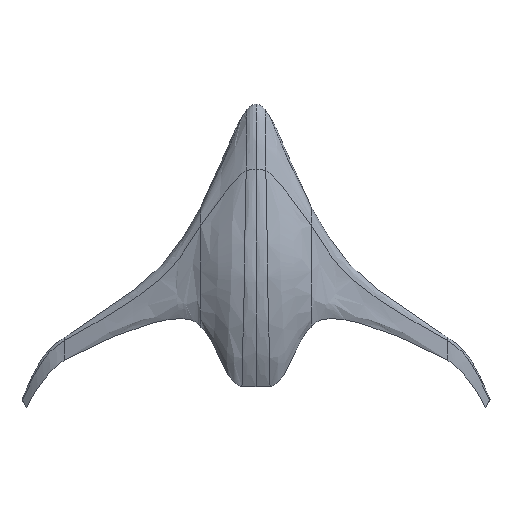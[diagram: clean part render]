
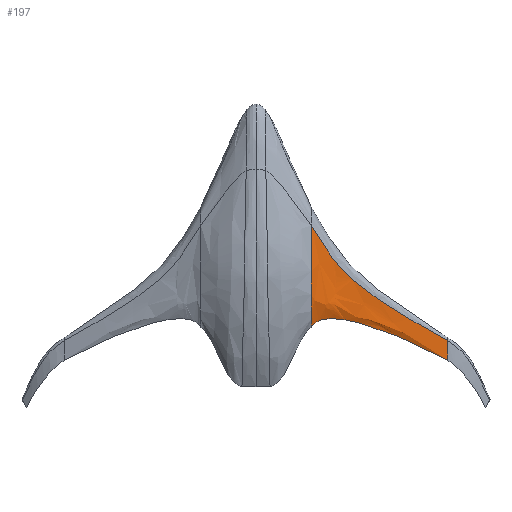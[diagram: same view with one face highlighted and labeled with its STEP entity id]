
A CAD part, front view. The second image highlights one B-rep face of the part: STEP entity #197.
In plain terms, the highlighted free-form (B-spline) face has degree [3, 3] with [16, 4] control points.
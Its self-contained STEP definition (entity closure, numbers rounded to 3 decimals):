
#57 = CARTESIAN_POINT ( 'NONE',  ( 675.134, 164.161, -890.412 ) ) ;
#95 = CARTESIAN_POINT ( 'NONE',  ( 383.864, 94.118, -746.529 ) ) ;
#133 = CARTESIAN_POINT ( 'NONE',  ( 194.724, 6.562, -458.883 ) ) ;
#169 = CARTESIAN_POINT ( 'NONE',  ( 252.038, 57.271, -644.282 ) ) ;
#197 = ADVANCED_FACE ( 'NONE', ( #3640 ), #1087, .T. ) ;
#206 = CARTESIAN_POINT ( 'NONE',  ( 254.632, 57.03, -633.36 ) ) ;
#679 = CARTESIAN_POINT ( 'NONE',  ( 194.724, 9.422, -580.021 ) ) ;
#718 = CARTESIAN_POINT ( 'NONE',  ( 395.024, 106.64, -744.836 ) ) ;
#757 = CARTESIAN_POINT ( 'NONE',  ( 383.864, 94.413, -755.544 ) ) ;
#795 = CARTESIAN_POINT ( 'NONE',  ( 194.724, 18.473, -672.623 ) ) ;
#807 = ORIENTED_EDGE ( 'NONE', *, *, #7436, .T. ) ;
#832 = CARTESIAN_POINT ( 'NONE',  ( 675.134, 161.094, -853.725 ) ) ;
#973 = CARTESIAN_POINT ( 'NONE',  ( 675.134, 166.066, -903.457 ) ) ;
#1087 = B_SPLINE_SURFACE_WITH_KNOTS ( 'NONE', 3, 3, ( 
 ( #5501, #3715, #2547, #6672 ),
 ( #4374, #3054, #5464, #3792 ),
 ( #133, #3166, #4262, #3753 ),
 ( #5536, #7256, #7220, #6128 ),
 ( #4841, #206, #2584, #1925 ),
 ( #4953, #169, #95, #6054 ),
 ( #6167, #5426, #757, #832 ),
 ( #679, #6749, #1889, #6092 ),
 ( #3128, #3093, #1267, #4225 ),
 ( #1421, #4917, #2472, #1383 ),
 ( #795, #6636, #1999, #7296 ),
 ( #7334, #4298, #1962, #6597 ),
 ( #4336, #3204, #718, #57 ),
 ( #2433, #1305, #3679, #4804 ),
 ( #2511, #6711, #6016, #4879 ),
 ( #7183, #1853, #5697, #1538 ) ),
 .UNSPECIFIED., .F., .F., .F.,
 ( 4, 1, 1, 1, 2, 1, 1, 1, 1, 1, 1, 1, 4 ),
 ( 4, 4 ),
 ( 0.581, 0.611, 0.641, 0.671, 0.701, 0.738, 0.776, 0.813, 0.85, 0.888, 0.925, 0.963, 1. ),
 ( 0., 1. ),
 .UNSPECIFIED. ) ;
#1135 = VERTEX_POINT ( 'NONE', #2088 ) ;
#1267 = CARTESIAN_POINT ( 'NONE',  ( 385.81, 96.07, -764.008 ) ) ;
#1305 = CARTESIAN_POINT ( 'NONE',  ( 228.484, 42.779, -709.17 ) ) ;
#1383 = CARTESIAN_POINT ( 'NONE',  ( 675.134, 162.102, -870.722 ) ) ;
#1421 = CARTESIAN_POINT ( 'NONE',  ( 194.724, 14.199, -642.302 ) ) ;
#1486 = CARTESIAN_POINT ( 'NONE',  ( 675.134, 166.066, -903.457 ) ) ;
#1538 = CARTESIAN_POINT ( 'NONE',  ( 675.134, 166.066, -903.457 ) ) ;
#1853 = CARTESIAN_POINT ( 'NONE',  ( 227.724, 50.874, -726.47 ) ) ;
#1889 = CARTESIAN_POINT ( 'NONE',  ( 384.274, 94.887, -762.065 ) ) ;
#1916 = EDGE_CURVE ( 'NONE', #1135, #3840, #7142, .T. ) ;
#1925 = CARTESIAN_POINT ( 'NONE',  ( 675.134, 160.881, -846.984 ) ) ;
#1962 = CARTESIAN_POINT ( 'NONE',  ( 392.874, 103.016, -748.59 ) ) ;
#1999 = CARTESIAN_POINT ( 'NONE',  ( 390.417, 100.081, -754.718 ) ) ;
#2088 = CARTESIAN_POINT ( 'NONE',  ( 194.724, 5.706, -428.561 ) ) ;
#2248 = CARTESIAN_POINT ( 'NONE',  ( 675.134, 160.539, -869.059 ) ) ;
#2287 = CARTESIAN_POINT ( 'NONE',  ( 675.134, 160.789, -834.42 ) ) ;
#2304 = VERTEX_POINT ( 'NONE', #3512 ) ;
#2315 = CARTESIAN_POINT ( 'NONE',  ( 289.499, 56.946, -599.931 ) ) ;
#2343 = EDGE_LOOP ( 'NONE', ( #5302, #807, #2590, #3429 ) ) ;
#2433 = CARTESIAN_POINT ( 'NONE',  ( 194.724, 42.875, -760.249 ) ) ;
#2472 = CARTESIAN_POINT ( 'NONE',  ( 387.96, 97.784, -760.704 ) ) ;
#2511 = CARTESIAN_POINT ( 'NONE',  ( 194.724, 51.579, -778.685 ) ) ;
#2515 = CARTESIAN_POINT ( 'NONE',  ( 675.134, 166.066, -903.457 ) ) ;
#2547 = CARTESIAN_POINT ( 'NONE',  ( 361.443, 80.135, -661.787 ) ) ;
#2584 = CARTESIAN_POINT ( 'NONE',  ( 382.312, 92.998, -735.758 ) ) ;
#2590 = ORIENTED_EDGE ( 'NONE', *, *, #2727, .F. ) ;
#2626 = CARTESIAN_POINT ( 'NONE',  ( 227.724, 50.874, -726.47 ) ) ;
#2692 = CARTESIAN_POINT ( 'NONE',  ( 194.724, 56.408, -787.711 ) ) ;
#2727 = EDGE_CURVE ( 'NONE', #2304, #5041, #7065, .T. ) ;
#2900 = CARTESIAN_POINT ( 'NONE',  ( 361.443, 80.135, -661.787 ) ) ;
#3054 = CARTESIAN_POINT ( 'NONE',  ( 285.322, 57.011, -603.128 ) ) ;
#3056 = CARTESIAN_POINT ( 'NONE',  ( 194.724, 5.706, -428.561 ) ) ;
#3093 = CARTESIAN_POINT ( 'NONE',  ( 248.429, 53.701, -682.312 ) ) ;
#3128 = CARTESIAN_POINT ( 'NONE',  ( 194.724, 11.29, -611.462 ) ) ;
#3166 = CARTESIAN_POINT ( 'NONE',  ( 276.462, 57.047, -609.546 ) ) ;
#3195 = CARTESIAN_POINT ( 'NONE',  ( 194.724, 20.716, -720.996 ) ) ;
#3204 = CARTESIAN_POINT ( 'NONE',  ( 231.333, 40.284, -699.837 ) ) ;
#3429 = ORIENTED_EDGE ( 'NONE', *, *, #6389, .F. ) ;
#3512 = CARTESIAN_POINT ( 'NONE',  ( 675.134, 160.789, -834.42 ) ) ;
#3640 = FACE_OUTER_BOUND ( 'NONE', #2343, .T. ) ;
#3679 = CARTESIAN_POINT ( 'NONE',  ( 396.559, 111.003, -745.946 ) ) ;
#3715 = CARTESIAN_POINT ( 'NONE',  ( 289.499, 56.946, -599.931 ) ) ;
#3753 = CARTESIAN_POINT ( 'NONE',  ( 675.134, 160.773, -838.665 ) ) ;
#3792 = CARTESIAN_POINT ( 'NONE',  ( 675.134, 160.779, -835.87 ) ) ;
#3840 = VERTEX_POINT ( 'NONE', #7376 ) ;
#4225 = CARTESIAN_POINT ( 'NONE',  ( 675.134, 161.632, -864.258 ) ) ;
#4262 = CARTESIAN_POINT ( 'NONE',  ( 369.246, 84.951, -687.762 ) ) ;
#4298 = CARTESIAN_POINT ( 'NONE',  ( 235.322, 41.297, -694.788 ) ) ;
#4336 = CARTESIAN_POINT ( 'NONE',  ( 194.724, 32.478, -731.692 ) ) ;
#4374 = CARTESIAN_POINT ( 'NONE',  ( 194.724, 6.033, -438.415 ) ) ;
#4487 = B_SPLINE_CURVE_WITH_KNOTS ( 'NONE', 3,
 ( #5468, #2626, #7300, #2515 ),
 .UNSPECIFIED., .F., .F.,
 ( 4, 4 ),
 ( 0., 1. ),
 .UNSPECIFIED. ) ;
#4523 = CARTESIAN_POINT ( 'NONE',  ( 194.724, 6.922, -597.94 ) ) ;
#4804 = CARTESIAN_POINT ( 'NONE',  ( 675.134, 165.058, -896.97 ) ) ;
#4841 = CARTESIAN_POINT ( 'NONE',  ( 194.724, 7.621, -520.511 ) ) ;
#4879 = CARTESIAN_POINT ( 'NONE',  ( 675.134, 165.72, -901.304 ) ) ;
#4917 = CARTESIAN_POINT ( 'NONE',  ( 244.44, 49.18, -688.38 ) ) ;
#4953 = CARTESIAN_POINT ( 'NONE',  ( 194.724, 8.06, -538.945 ) ) ;
#5041 = VERTEX_POINT ( 'NONE', #1486 ) ;
#5302 = ORIENTED_EDGE ( 'NONE', *, *, #1916, .T. ) ;
#5426 = CARTESIAN_POINT ( 'NONE',  ( 252.038, 57.716, -658.6 ) ) ;
#5464 = CARTESIAN_POINT ( 'NONE',  ( 363.943, 81.692, -670.21 ) ) ;
#5468 = CARTESIAN_POINT ( 'NONE',  ( 194.724, 56.408, -787.711 ) ) ;
#5501 = CARTESIAN_POINT ( 'NONE',  ( 194.724, 5.706, -428.561 ) ) ;
#5536 = CARTESIAN_POINT ( 'NONE',  ( 194.724, 7.107, -490.322 ) ) ;
#5689 = CARTESIAN_POINT ( 'NONE',  ( 194.724, 5.706, -428.561 ) ) ;
#5697 = CARTESIAN_POINT ( 'NONE',  ( 396.969, 116.265, -756.017 ) ) ;
#6016 = CARTESIAN_POINT ( 'NONE',  ( 396.969, 114.425, -751.573 ) ) ;
#6054 = CARTESIAN_POINT ( 'NONE',  ( 675.134, 160.966, -850.012 ) ) ;
#6092 = CARTESIAN_POINT ( 'NONE',  ( 675.134, 161.268, -857.891 ) ) ;
#6128 = CARTESIAN_POINT ( 'NONE',  ( 675.134, 160.806, -842.772 ) ) ;
#6167 = CARTESIAN_POINT ( 'NONE',  ( 194.724, 8.637, -558.566 ) ) ;
#6278 = CARTESIAN_POINT ( 'NONE',  ( 194.724, 7.296, -476.522 ) ) ;
#6389 = EDGE_CURVE ( 'NONE', #1135, #2304, #7266, .T. ) ;
#6597 = CARTESIAN_POINT ( 'NONE',  ( 675.134, 163.367, -883.83 ) ) ;
#6636 = CARTESIAN_POINT ( 'NONE',  ( 239.881, 44.654, -691.745 ) ) ;
#6672 = CARTESIAN_POINT ( 'NONE',  ( 675.134, 160.789, -834.42 ) ) ;
#6711 = CARTESIAN_POINT ( 'NONE',  ( 227.724, 47.539, -719.735 ) ) ;
#6749 = CARTESIAN_POINT ( 'NONE',  ( 251.278, 57.051, -671.121 ) ) ;
#7065 = B_SPLINE_CURVE_WITH_KNOTS ( 'NONE', 2,
 ( #2287, #2248, #973 ),
 .UNSPECIFIED., .F., .F.,
 ( 3, 3 ),
 ( 0., 1. ),
 .UNSPECIFIED. ) ;
#7068 = CARTESIAN_POINT ( 'NONE',  ( 675.134, 160.789, -834.42 ) ) ;
#7142 = B_SPLINE_CURVE_WITH_KNOTS ( 'NONE', 3,
 ( #5689, #6278, #4523, #3195, #2692 ),
 .UNSPECIFIED., .F., .F.,
 ( 4, 1, 4 ),
 ( 0., 0.393, 1. ),
 .UNSPECIFIED. ) ;
#7183 = CARTESIAN_POINT ( 'NONE',  ( 194.724, 56.408, -787.711 ) ) ;
#7220 = CARTESIAN_POINT ( 'NONE',  ( 376.716, 89.509, -713.498 ) ) ;
#7256 = CARTESIAN_POINT ( 'NONE',  ( 263.981, 56.983, -620.407 ) ) ;
#7266 = B_SPLINE_CURVE_WITH_KNOTS ( 'NONE', 3,
 ( #3056, #2315, #2900, #7068 ),
 .UNSPECIFIED., .F., .F.,
 ( 4, 4 ),
 ( 0., 1. ),
 .UNSPECIFIED. ) ;
#7296 = CARTESIAN_POINT ( 'NONE',  ( 675.134, 162.68, -877.256 ) ) ;
#7300 = CARTESIAN_POINT ( 'NONE',  ( 396.969, 116.265, -756.017 ) ) ;
#7334 = CARTESIAN_POINT ( 'NONE',  ( 194.724, 24.453, -702.438 ) ) ;
#7376 = CARTESIAN_POINT ( 'NONE',  ( 194.724, 56.408, -787.711 ) ) ;
#7436 = EDGE_CURVE ( 'NONE', #3840, #5041, #4487, .T. ) ;
